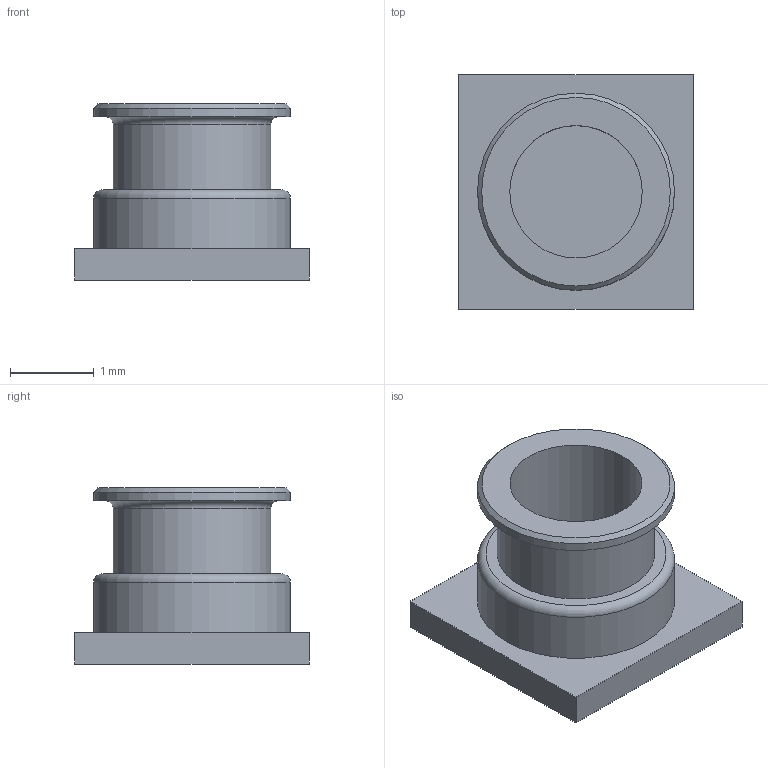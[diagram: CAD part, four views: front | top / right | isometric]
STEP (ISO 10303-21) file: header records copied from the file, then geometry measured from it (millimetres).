
FILE_DESCRIPTION(/* description */ (''),/* implementation_level */ '2;1');
FILE_NAME(/* name */ 'LPS28DFWTR v1.step',/* time_stamp */ '2022-06-23T08:59:09-04:00',/* author */ (''),/* organization */ (''),/* preprocessor_version */ 'ST-DEVELOPER v19',/* originating_system */ 'Autodesk Translation Framework v11.7.0.108',/* authorisation */ '');
FILE_SCHEMA (('AUTOMOTIVE_DESIGN { 1 0 10303 214 3 1 1 }'));
Length unit declared in the file: millimetre
Products named in the file (1): LPS28DFWTR
Bounding box: 2.8 x 2.8 x 2.1 mm (x, y, z)
Volume: 6.5 mm3; surface area: 40.1 mm2
Topology: 1 solids, 1 shells, 17 faces, 33 edges, 22 vertices
Faces by surface type: plane 10, cylinder 4, torus 2, cone 1
Full cylindrical faces by diameter (mm): 1.58 x1, 1.88 x1, 2.35 x2
Entity records: 476 total; most frequent: DIRECTION 85, CARTESIAN_POINT 73, ORIENTED_EDGE 66, AXIS2_PLACEMENT_3D 34, EDGE_CURVE 33, VERTEX_POINT 22, EDGE_LOOP 21, FACE_OUTER_BOUND 17
